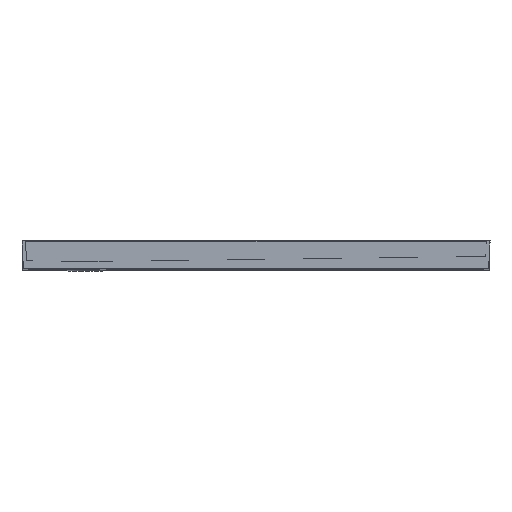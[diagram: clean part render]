
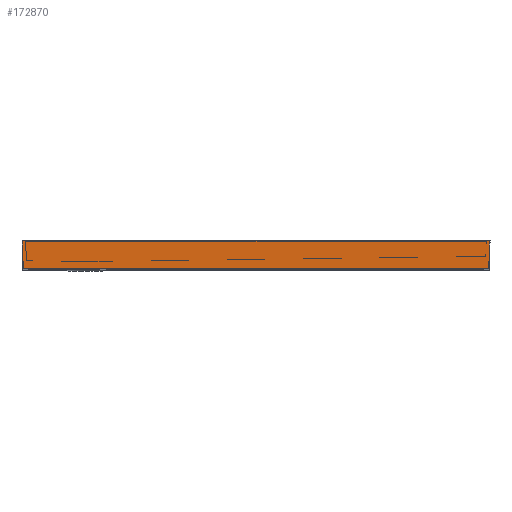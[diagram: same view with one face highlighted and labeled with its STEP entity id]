
A CAD part, top view. The second image highlights one B-rep face of the part: STEP entity #172870.
In plain terms, the highlighted planar face has unit normal (0, -0.026, 1).
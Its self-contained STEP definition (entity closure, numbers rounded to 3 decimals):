
#3956 = CARTESIAN_POINT ( 'NONE',  ( 2.558, 0.487, 748.442 ) ) ;
#6851 = VERTEX_POINT ( 'NONE', #3956 ) ;
#18460 = DIRECTION ( 'NONE',  ( 1., 0., 0. ) ) ;
#23117 = DIRECTION ( 'NONE',  ( 0.026, 0.999, 0.026 ) ) ;
#24690 = EDGE_CURVE ( 'NONE', #127147, #6851, #172437, .T. ) ;
#26303 = VECTOR ( 'NONE', #23117, 1000. ) ;
#39604 = CARTESIAN_POINT ( 'NONE',  ( 2.57, 0.026, 748.43 ) ) ;
#42618 = AXIS2_PLACEMENT_3D ( 'NONE', #229139, #133611, #135992 ) ;
#55765 = VERTEX_POINT ( 'NONE', #165248 ) ;
#60530 = LINE ( 'NONE', #155923, #26303 ) ;
#64809 = EDGE_CURVE ( 'NONE', #147597, #55765, #60530, .T. ) ;
#65988 = EDGE_CURVE ( 'NONE', #6851, #147597, #127205, .T. ) ;
#67168 = VECTOR ( 'NONE', #168843, 1000. ) ;
#75186 = EDGE_CURVE ( 'NONE', #55765, #127147, #138136, .T. ) ;
#97119 = CARTESIAN_POINT ( 'NONE',  ( 1000., 60., 750. ) ) ;
#97486 = VECTOR ( 'NONE', #211890, 1000. ) ;
#100949 = PLANE ( 'NONE',  #42618 ) ;
#115065 = VECTOR ( 'NONE', #18460, 1000. ) ;
#125973 = ORIENTED_EDGE ( 'NONE', *, *, #64809, .T. ) ;
#127147 = VERTEX_POINT ( 'NONE', #170757 ) ;
#127205 = LINE ( 'NONE', #238527, #115065 ) ;
#133611 = DIRECTION ( 'NONE',  ( 0., -0.026, 1. ) ) ;
#135992 = DIRECTION ( 'NONE',  ( 0., -1., -0.026 ) ) ;
#138136 = LINE ( 'NONE', #97119, #97486 ) ;
#147597 = VERTEX_POINT ( 'NONE', #196396 ) ;
#154092 = FACE_OUTER_BOUND ( 'NONE', #163212, .T. ) ;
#155923 = CARTESIAN_POINT ( 'NONE',  ( 999.001, 60.026, 750.001 ) ) ;
#163212 = EDGE_LOOP ( 'NONE', ( #188057, #230176, #125973, #225211 ) ) ;
#165248 = CARTESIAN_POINT ( 'NONE',  ( 999., 60., 750. ) ) ;
#168843 = DIRECTION ( 'NONE',  ( 0.026, -0.999, -0.026 ) ) ;
#170757 = CARTESIAN_POINT ( 'NONE',  ( 1., 60., 750. ) ) ;
#172437 = LINE ( 'NONE', #39604, #67168 ) ;
#172870 = ADVANCED_FACE ( 'NONE', ( #154092 ), #100949, .T. ) ;
#188057 = ORIENTED_EDGE ( 'NONE', *, *, #24690, .T. ) ;
#196396 = CARTESIAN_POINT ( 'NONE',  ( 997.442, 0.487, 748.442 ) ) ;
#211890 = DIRECTION ( 'NONE',  ( -1., 0., 0. ) ) ;
#225211 = ORIENTED_EDGE ( 'NONE', *, *, #75186, .T. ) ;
#229139 = CARTESIAN_POINT ( 'NONE',  ( 1000., 60., 750. ) ) ;
#230176 = ORIENTED_EDGE ( 'NONE', *, *, #65988, .T. ) ;
#238527 = CARTESIAN_POINT ( 'NONE',  ( 997.429, 0.487, 748.442 ) ) ;
